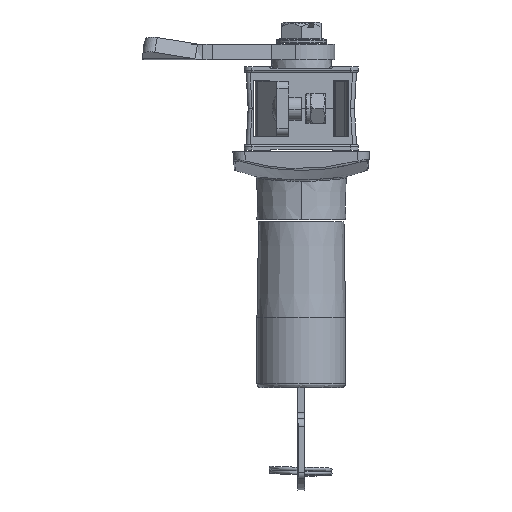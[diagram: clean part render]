
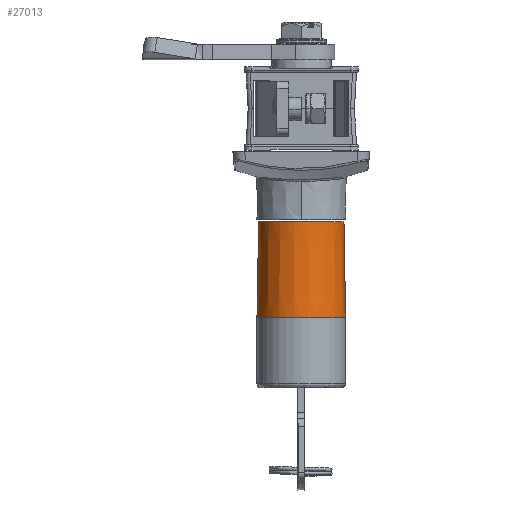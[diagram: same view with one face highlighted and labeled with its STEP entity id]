
A CAD part, left-side view. The second image highlights one B-rep face of the part: STEP entity #27013.
In plain terms, the highlighted conical face has half-angle 1 degrees and reference radius 11.242 mm.
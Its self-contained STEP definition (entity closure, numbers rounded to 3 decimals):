
#232 = CARTESIAN_POINT ( 'NONE',  ( 0., 11.242, -24.265 ) ) ;
#233 = CARTESIAN_POINT ( 'NONE',  ( 0., 0., 0.078 ) ) ;
#290 = AXIS2_PLACEMENT_3D ( 'NONE', #22963, #23318, #2488 ) ;
#2311 = DIRECTION ( 'NONE',  ( 0., 0., -1. ) ) ;
#2488 = DIRECTION ( 'NONE',  ( 0., 1., 0. ) ) ;
#5456 = ORIENTED_EDGE ( 'NONE', *, *, #11890, .T. ) ;
#5703 = AXIS2_PLACEMENT_3D ( 'NONE', #233, #2311, #12804 ) ;
#5804 = CIRCLE ( 'NONE', #290, 11.242 ) ;
#5875 = CARTESIAN_POINT ( 'NONE',  ( 0., 10.817, 0.078 ) ) ;
#8593 = FACE_OUTER_BOUND ( 'NONE', #33685, .T. ) ;
#8602 = DIRECTION ( 'NONE',  ( 0., -0.017, -1. ) ) ;
#8936 = EDGE_CURVE ( 'NONE', #23402, #19486, #27683, .T. ) ;
#9108 = CARTESIAN_POINT ( 'NONE',  ( 0., -11.242, -24.265 ) ) ;
#10403 = ORIENTED_EDGE ( 'NONE', *, *, #24882, .F. ) ;
#11676 = DIRECTION ( 'NONE',  ( 0., 1., 0. ) ) ;
#11890 = EDGE_CURVE ( 'NONE', #19486, #31487, #21919, .T. ) ;
#12641 = CARTESIAN_POINT ( 'NONE',  ( 0., 11.242, -24.265 ) ) ;
#12804 = DIRECTION ( 'NONE',  ( 0., 1., 0. ) ) ;
#13169 = CARTESIAN_POINT ( 'NONE',  ( 0., -10.817, 0.078 ) ) ;
#15066 = ORIENTED_EDGE ( 'NONE', *, *, #8936, .T. ) ;
#15250 = VECTOR ( 'NONE', #8602, 1000. ) ;
#18085 = EDGE_CURVE ( 'NONE', #33214, #31487, #5804, .T. ) ;
#18573 = CARTESIAN_POINT ( 'NONE',  ( 0., -11.242, -24.265 ) ) ;
#19486 = VERTEX_POINT ( 'NONE', #5875 ) ;
#19928 = CONICAL_SURFACE ( 'NONE', #33152, 11.242, 0.017 ) ;
#21919 = LINE ( 'NONE', #232, #31032 ) ;
#22016 = CARTESIAN_POINT ( 'NONE',  ( 0., 0., -24.265 ) ) ;
#22963 = CARTESIAN_POINT ( 'NONE',  ( 0., 0., -24.265 ) ) ;
#23318 = DIRECTION ( 'NONE',  ( 0., 0., -1. ) ) ;
#23402 = VERTEX_POINT ( 'NONE', #13169 ) ;
#24016 = DIRECTION ( 'NONE',  ( 0., 0.017, -1. ) ) ;
#24448 = DIRECTION ( 'NONE',  ( 0., 0., -1. ) ) ;
#24882 = EDGE_CURVE ( 'NONE', #23402, #33214, #27195, .T. ) ;
#27013 = ADVANCED_FACE ( 'NONE', ( #8593 ), #19928, .T. ) ;
#27195 = LINE ( 'NONE', #18573, #15250 ) ;
#27683 = CIRCLE ( 'NONE', #5703, 10.817 ) ;
#31032 = VECTOR ( 'NONE', #24016, 1000. ) ;
#31487 = VERTEX_POINT ( 'NONE', #12641 ) ;
#32889 = ORIENTED_EDGE ( 'NONE', *, *, #18085, .F. ) ;
#33152 = AXIS2_PLACEMENT_3D ( 'NONE', #22016, #24448, #11676 ) ;
#33214 = VERTEX_POINT ( 'NONE', #9108 ) ;
#33685 = EDGE_LOOP ( 'NONE', ( #10403, #15066, #5456, #32889 ) ) ;
